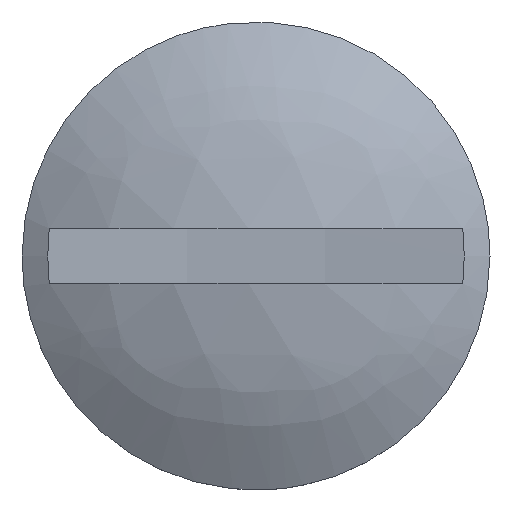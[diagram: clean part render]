
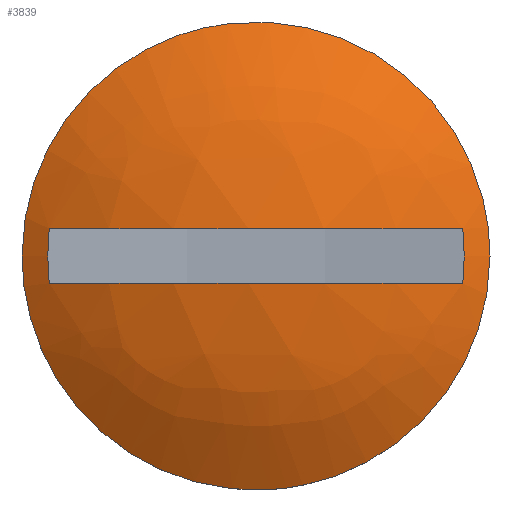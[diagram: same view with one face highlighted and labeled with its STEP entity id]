
A CAD part, top view. The second image highlights one B-rep face of the part: STEP entity #3839.
In plain terms, the highlighted free-form (B-spline) face has degree [2, 2] with [4, 4] control points.
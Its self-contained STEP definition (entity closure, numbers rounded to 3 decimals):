
#763=CARTESIAN_POINT('',(-0.708,5.958,0.5));
#764=VERTEX_POINT('',#763);
#770=CARTESIAN_POINT('',(6.0,0.0,0.5));
#771=VERTEX_POINT('',#770);
#772=CARTESIAN_POINT('',(-0.708,5.958,0.5));
#773=CARTESIAN_POINT('',(-0.355,6.0,0.5));
#774=CARTESIAN_POINT('',(0.0,6.0,0.5));
#775=CARTESIAN_POINT('',(6.0,6.0,0.5));
#776=CARTESIAN_POINT('',(6.0,0.0,0.5));
#784=(BOUNDED_CURVE()B_SPLINE_CURVE(2,(#772,#773,#774,#775,#776),.UNSPECIFIED.,.F.,.U.)B_SPLINE_CURVE_WITH_KNOTS((3,2,3),(0.23,0.25,0.5),.UNSPECIFIED.)CURVE()GEOMETRIC_REPRESENTATION_ITEM()RATIONAL_B_SPLINE_CURVE((0.956,0.976,1.0,0.707,1.0))REPRESENTATION_ITEM(''));
#785=EDGE_CURVE('',#764,#771,#784,.T.);
#787=CARTESIAN_POINT('',(0.366,-5.989,0.5));
#788=VERTEX_POINT('',#787);
#789=CARTESIAN_POINT('',(6.0,0.0,0.5));
#790=CARTESIAN_POINT('',(6.,-5.644,0.5));
#791=CARTESIAN_POINT('',(0.366,-5.989,0.5));
#799=(BOUNDED_CURVE()B_SPLINE_CURVE(2,(#789,#790,#791),.UNSPECIFIED.,.F.,.U.)B_SPLINE_CURVE_WITH_KNOTS((3,3),(0.5,0.739),.UNSPECIFIED.)CURVE()GEOMETRIC_REPRESENTATION_ITEM()RATIONAL_B_SPLINE_CURVE((1.0,0.72,0.976))REPRESENTATION_ITEM(''));
#800=EDGE_CURVE('',#771,#788,#799,.T.);
#874=CARTESIAN_POINT('',(-6.0,0.0,0.5));
#875=VERTEX_POINT('',#874);
#876=CARTESIAN_POINT('',(0.366,-5.989,0.5));
#877=CARTESIAN_POINT('',(0.183,-6.0,0.5));
#878=CARTESIAN_POINT('',(0.0,-6.0,0.5));
#879=CARTESIAN_POINT('',(-6.0,-6.0,0.5));
#880=CARTESIAN_POINT('',(-6.0,0.0,0.5));
#888=(BOUNDED_CURVE()B_SPLINE_CURVE(2,(#876,#877,#878,#879,#880),.UNSPECIFIED.,.F.,.U.)B_SPLINE_CURVE_WITH_KNOTS((3,2,3),(0.739,0.75,1.0),.UNSPECIFIED.)CURVE()GEOMETRIC_REPRESENTATION_ITEM()RATIONAL_B_SPLINE_CURVE((0.976,0.988,1.0,0.707,1.0))REPRESENTATION_ITEM(''));
#889=EDGE_CURVE('',#788,#875,#888,.T.);
#891=CARTESIAN_POINT('',(-6.0,0.0,0.5));
#892=CARTESIAN_POINT('',(-6.,5.329,0.5));
#893=CARTESIAN_POINT('',(-0.708,5.958,0.5));
#901=(BOUNDED_CURVE()B_SPLINE_CURVE(2,(#891,#892,#893),.UNSPECIFIED.,.F.,.U.)B_SPLINE_CURVE_WITH_KNOTS((3,3),(0.0,0.23),.UNSPECIFIED.)CURVE()GEOMETRIC_REPRESENTATION_ITEM()RATIONAL_B_SPLINE_CURVE((1.0,0.731,0.956))REPRESENTATION_ITEM(''));
#902=EDGE_CURVE('',#875,#764,#901,.T.);
#3680=CARTESIAN_POINT('',(-5.304,-0.7,0.872));
#3681=VERTEX_POINT('',#3680);
#3682=CARTESIAN_POINT('',(5.304,-0.7,0.872));
#3683=VERTEX_POINT('',#3682);
#3697=CARTESIAN_POINT('',(5.304,-0.7,0.872));
#3698=CARTESIAN_POINT('',(0.,-0.7,3.654));
#3699=CARTESIAN_POINT('',(-5.304,-0.7,0.872));
#3707=(BOUNDED_CURVE()B_SPLINE_CURVE(2,(#3697,#3698,#3699),.UNSPECIFIED.,.F.,.U.)CURVE()GEOMETRIC_REPRESENTATION_ITEM()QUASI_UNIFORM_CURVE()RATIONAL_B_SPLINE_CURVE((1.0,0.886,1.0))REPRESENTATION_ITEM(''));
#3708=EDGE_CURVE('',#3683,#3681,#3707,.T.);
#3718=CARTESIAN_POINT('',(5.304,0.7,0.872));
#3719=VERTEX_POINT('',#3718);
#3720=CARTESIAN_POINT('',(-5.304,0.7,0.872));
#3721=VERTEX_POINT('',#3720);
#3722=CARTESIAN_POINT('',(5.304,0.7,0.872));
#3723=CARTESIAN_POINT('',(0.,0.7,3.654));
#3724=CARTESIAN_POINT('',(-5.304,0.7,0.872));
#3732=(BOUNDED_CURVE()B_SPLINE_CURVE(2,(#3722,#3723,#3724),.UNSPECIFIED.,.F.,.U.)CURVE()GEOMETRIC_REPRESENTATION_ITEM()QUASI_UNIFORM_CURVE()RATIONAL_B_SPLINE_CURVE((1.0,0.886,1.0))REPRESENTATION_ITEM(''));
#3733=EDGE_CURVE('',#3719,#3721,#3732,.T.);
#3766=CARTESIAN_POINT('',(-5.304,-0.7,0.872));
#3767=CARTESIAN_POINT('',(-5.328,-0.467,0.875));
#3768=CARTESIAN_POINT('',(-5.352,0.,0.879));
#3769=CARTESIAN_POINT('',(-5.328,0.467,0.875));
#3770=CARTESIAN_POINT('',(-5.304,0.7,0.872));
#3771=B_SPLINE_CURVE_WITH_KNOTS('',3,(#3766,#3767,#3768,#3769,#3770),.UNSPECIFIED.,.F.,.U.,(4,1,4),(0.0,0.5,1.0),.UNSPECIFIED.);
#3772=EDGE_CURVE('',#3681,#3721,#3771,.T.);
#3775=CARTESIAN_POINT('',(5.304,0.7,0.872));
#3776=CARTESIAN_POINT('',(5.328,0.467,0.875));
#3777=CARTESIAN_POINT('',(5.352,0.,0.879));
#3778=CARTESIAN_POINT('',(5.328,-0.467,0.875));
#3779=CARTESIAN_POINT('',(5.304,-0.7,0.872));
#3780=B_SPLINE_CURVE_WITH_KNOTS('',3,(#3775,#3776,#3777,#3778,#3779),.UNSPECIFIED.,.F.,.U.,(4,1,4),(0.0,0.5,1.0),.UNSPECIFIED.);
#3781=EDGE_CURVE('',#3719,#3683,#3780,.T.);
#3803=CARTESIAN_POINT('',(-5.97,-5.97,-1.521));
#3804=CARTESIAN_POINT('',(-3.249,-6.498,0.175));
#3805=CARTESIAN_POINT('',(3.249,-6.498,0.175));
#3806=CARTESIAN_POINT('',(5.97,-5.97,-1.521));
#3807=CARTESIAN_POINT('',(-6.498,-3.249,0.175));
#3808=CARTESIAN_POINT('',(-3.565,-3.565,2.2));
#3809=CARTESIAN_POINT('',(3.565,-3.565,2.2));
#3810=CARTESIAN_POINT('',(6.498,-3.249,0.175));
#3811=CARTESIAN_POINT('',(-6.498,3.249,0.175));
#3812=CARTESIAN_POINT('',(-3.565,3.565,2.2));
#3813=CARTESIAN_POINT('',(3.565,3.565,2.2));
#3814=CARTESIAN_POINT('',(6.498,3.249,0.175));
#3815=CARTESIAN_POINT('',(-5.97,5.97,-1.521));
#3816=CARTESIAN_POINT('',(-3.249,6.498,0.175));
#3817=CARTESIAN_POINT('',(3.249,6.498,0.175));
#3818=CARTESIAN_POINT('',(5.97,5.97,-1.521));
#3826=(BOUNDED_SURFACE()B_SPLINE_SURFACE(2,2,((#3803,#3807,#3811,#3815),(#3804,#3808,#3812,#3816),(#3805,#3809,#3813,#3817),(#3806,#3810,#3814,#3818)),.UNSPECIFIED.,.F.,.F.,.U.)B_SPLINE_SURFACE_WITH_KNOTS((3,1,3),(3,1,3),(1.175,7.856,14.536),(1.175,7.856,14.536),.UNSPECIFIED.)GEOMETRIC_REPRESENTATION_ITEM()RATIONAL_B_SPLINE_SURFACE(((1.194,1.097,1.097,1.194),(1.097,1.0,1.0,1.097),(1.097,1.0,1.0,1.097),(1.194,1.097,1.097,1.194)))REPRESENTATION_ITEM('')SURFACE());
#3827=ORIENTED_EDGE('',*,*,#889,.F.);
#3828=ORIENTED_EDGE('',*,*,#800,.F.);
#3829=ORIENTED_EDGE('',*,*,#785,.F.);
#3830=ORIENTED_EDGE('',*,*,#902,.F.);
#3831=EDGE_LOOP('',(#3827,#3828,#3829,#3830));
#3832=FACE_OUTER_BOUND('',#3831,.T.);
#3833=ORIENTED_EDGE('',*,*,#3733,.F.);
#3834=ORIENTED_EDGE('',*,*,#3781,.T.);
#3835=ORIENTED_EDGE('',*,*,#3708,.T.);
#3836=ORIENTED_EDGE('',*,*,#3772,.T.);
#3837=EDGE_LOOP('',(#3833,#3834,#3835,#3836));
#3838=FACE_BOUND('',#3837,.T.);
#3839=ADVANCED_FACE('',(#3832,#3838),#3826,.T.);
